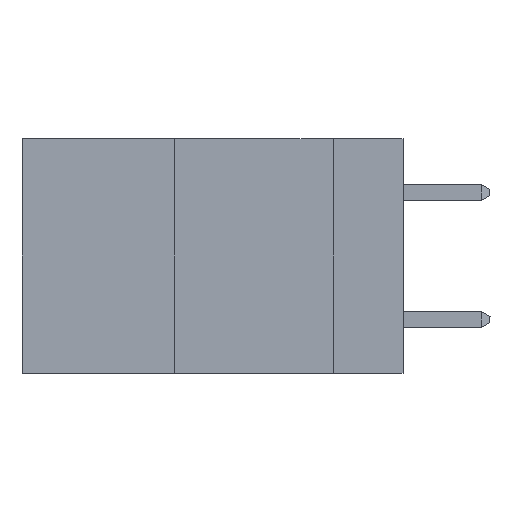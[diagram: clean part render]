
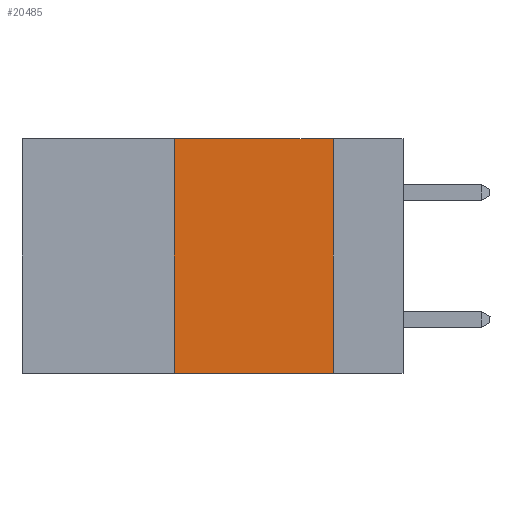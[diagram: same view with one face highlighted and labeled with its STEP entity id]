
A CAD part, left-side view. The second image highlights one B-rep face of the part: STEP entity #20485.
In plain terms, the highlighted planar face has unit normal (-1, 0, 0).
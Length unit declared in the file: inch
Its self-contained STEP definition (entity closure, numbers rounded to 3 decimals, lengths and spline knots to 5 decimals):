
#768 = VECTOR ( 'NONE', #4897, 39.37008 ) ;
#966 = EDGE_CURVE ( 'NONE', #19328, #20153, #2549, .T. ) ;
#1621 = LINE ( 'NONE', #8447, #768 ) ;
#2532 = ORIENTED_EDGE ( 'NONE', *, *, #13794, .T. ) ;
#2549 = LINE ( 'NONE', #2599, #16970 ) ;
#2599 = CARTESIAN_POINT ( 'NONE',  ( 0., 0.6, 0. ) ) ;
#2660 = EDGE_CURVE ( 'NONE', #20153, #22185, #12738, .T. ) ;
#3554 = EDGE_LOOP ( 'NONE', ( #19778, #20337, #3960, #2532 ) ) ;
#3960 = ORIENTED_EDGE ( 'NONE', *, *, #4213, .F. ) ;
#4213 = EDGE_CURVE ( 'NONE', #18897, #19328, #1621, .T. ) ;
#4897 = DIRECTION ( 'NONE',  ( 0., 0., 1. ) ) ;
#4948 = CARTESIAN_POINT ( 'NONE',  ( 0., 0.36, 0. ) ) ;
#5840 = CARTESIAN_POINT ( 'NONE',  ( 0., 0.11, 0. ) ) ;
#7448 = CARTESIAN_POINT ( 'NONE',  ( 0., 0.36, -0.37 ) ) ;
#7455 = VECTOR ( 'NONE', #10598, 39.37008 ) ;
#8073 = CARTESIAN_POINT ( 'NONE',  ( 0., 0.11, -0.37 ) ) ;
#8447 = CARTESIAN_POINT ( 'NONE',  ( 0., 0.36, 0. ) ) ;
#10598 = DIRECTION ( 'NONE',  ( 0., -1., 0. ) ) ;
#10752 = VECTOR ( 'NONE', #20506, 39.37008 ) ;
#12216 = FACE_OUTER_BOUND ( 'NONE', #3554, .T. ) ;
#12738 = LINE ( 'NONE', #5840, #10752 ) ;
#13338 = AXIS2_PLACEMENT_3D ( 'NONE', #20011, #16999, #16922 ) ;
#13512 = CARTESIAN_POINT ( 'NONE',  ( 0., 0.11, 0. ) ) ;
#13611 = DIRECTION ( 'NONE',  ( 0., -1., 0. ) ) ;
#13794 = EDGE_CURVE ( 'NONE', #18897, #22185, #18466, .T. ) ;
#16001 = CARTESIAN_POINT ( 'NONE',  ( 0., 0.6, -0.37 ) ) ;
#16922 = DIRECTION ( 'NONE',  ( 0., 0., -1. ) ) ;
#16970 = VECTOR ( 'NONE', #13611, 39.37008 ) ;
#16999 = DIRECTION ( 'NONE',  ( 1., 0., 0. ) ) ;
#18193 = PLANE ( 'NONE',  #13338 ) ;
#18466 = LINE ( 'NONE', #16001, #7455 ) ;
#18897 = VERTEX_POINT ( 'NONE', #7448 ) ;
#19328 = VERTEX_POINT ( 'NONE', #4948 ) ;
#19778 = ORIENTED_EDGE ( 'NONE', *, *, #2660, .F. ) ;
#20011 = CARTESIAN_POINT ( 'NONE',  ( 0., 0.6, 0. ) ) ;
#20153 = VERTEX_POINT ( 'NONE', #13512 ) ;
#20337 = ORIENTED_EDGE ( 'NONE', *, *, #966, .F. ) ;
#20485 = ADVANCED_FACE ( 'NONE', ( #12216 ), #18193, .F. ) ;
#20506 = DIRECTION ( 'NONE',  ( 0., 0., -1. ) ) ;
#22185 = VERTEX_POINT ( 'NONE', #8073 ) ;
